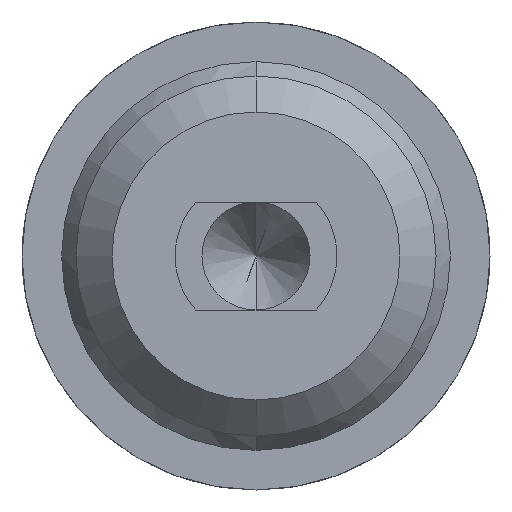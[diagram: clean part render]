
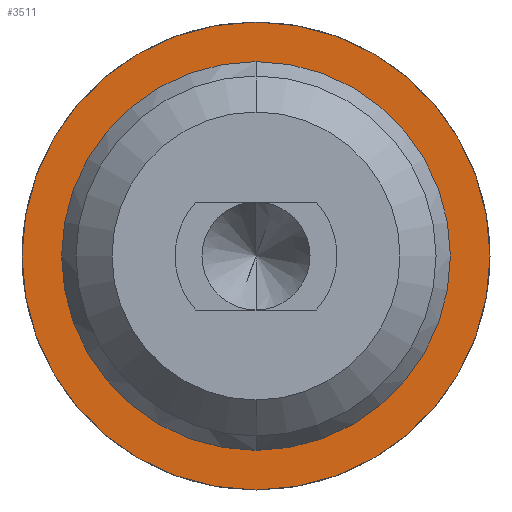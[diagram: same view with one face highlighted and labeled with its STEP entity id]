
A CAD part, front view. The second image highlights one B-rep face of the part: STEP entity #3511.
In plain terms, the highlighted planar face has unit normal (0, -1, 0).
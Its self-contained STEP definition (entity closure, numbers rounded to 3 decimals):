
#32 = VERTEX_POINT ( 'NONE', #2249 ) ;
#86 = CARTESIAN_POINT ( 'NONE',  ( 0., 27.9, 0. ) ) ;
#143 = VERTEX_POINT ( 'NONE', #770 ) ;
#165 = CIRCLE ( 'NONE', #1881, 1.08 ) ;
#457 = AXIS2_PLACEMENT_3D ( 'NONE', #1672, #2834, #901 ) ;
#588 = VERTEX_POINT ( 'NONE', #2144 ) ;
#605 = EDGE_CURVE ( 'Defeature ausgef�hrt3_6+Defeature ausgef�hrt3_7+Defeature ausgef�hrt3_7+Defeature ausgef�hrt3_7', #143, #32, #165, .T. ) ;
#627 = CARTESIAN_POINT ( 'NONE',  ( 0., 27.9, 0. ) ) ;
#672 = DIRECTION ( 'NONE',  ( 0., 0., -1. ) ) ;
#737 = EDGE_CURVE ( 'Defeature ausgef�hrt3_6+Defeature ausgef�hrt3_7+Defeature ausgef�hrt3_7+Defeature ausgef�hrt3_7', #32, #143, #1551, .T. ) ;
#770 = CARTESIAN_POINT ( 'NONE',  ( 0., 27.9, -1.08 ) ) ;
#901 = DIRECTION ( 'NONE',  ( 0., 0., -1. ) ) ;
#978 = EDGE_CURVE ( 'Defeature ausgef�hrt3_7+Defeature ausgef�hrt3_8+Defeature ausgef�hrt3_8+Defeature ausgef�hrt3_8', #1451, #588, #4264, .T. ) ;
#1428 = CIRCLE ( 'NONE', #457, 1.3 ) ;
#1447 = DIRECTION ( 'NONE',  ( 0., 0., -1. ) ) ;
#1451 = VERTEX_POINT ( 'NONE', #3442 ) ;
#1551 = CIRCLE ( 'NONE', #2314, 1.08 ) ;
#1672 = CARTESIAN_POINT ( 'NONE',  ( 0., 27.9, 0. ) ) ;
#1832 = DIRECTION ( 'NONE',  ( 0., -1., 0. ) ) ;
#1847 = DIRECTION ( 'NONE',  ( 0., -1., 0. ) ) ;
#1866 = EDGE_LOOP ( 'NONE', ( #1981, #4501 ) ) ;
#1881 = AXIS2_PLACEMENT_3D ( 'NONE', #2182, #3038, #2193 ) ;
#1981 = ORIENTED_EDGE ( 'NONE', *, *, #605, .F. ) ;
#2058 = DIRECTION ( 'NONE',  ( 0., -1., 0. ) ) ;
#2144 = CARTESIAN_POINT ( 'NONE',  ( 0., 27.9, 1.3 ) ) ;
#2182 = CARTESIAN_POINT ( 'NONE',  ( 0., 27.9, 0. ) ) ;
#2193 = DIRECTION ( 'NONE',  ( 0., 0., -1. ) ) ;
#2249 = CARTESIAN_POINT ( 'NONE',  ( 0., 27.9, 1.08 ) ) ;
#2314 = AXIS2_PLACEMENT_3D ( 'NONE', #86, #2058, #2377 ) ;
#2368 = EDGE_CURVE ( 'Defeature ausgef�hrt3_7+Defeature ausgef�hrt3_8+Defeature ausgef�hrt3_8+Defeature ausgef�hrt3_8', #588, #1451, #1428, .T. ) ;
#2377 = DIRECTION ( 'NONE',  ( 0., 0., -1. ) ) ;
#2583 = AXIS2_PLACEMENT_3D ( 'NONE', #3005, #1847, #672 ) ;
#2740 = FACE_BOUND ( 'NONE', #1866, .T. ) ;
#2834 = DIRECTION ( 'NONE',  ( 0., -1., 0. ) ) ;
#3005 = CARTESIAN_POINT ( 'NONE',  ( 1.08, 27.9, 0. ) ) ;
#3038 = DIRECTION ( 'NONE',  ( 0., -1., 0. ) ) ;
#3046 = ORIENTED_EDGE ( 'NONE', *, *, #2368, .T. ) ;
#3100 = FACE_OUTER_BOUND ( 'NONE', #3716, .T. ) ;
#3251 = AXIS2_PLACEMENT_3D ( 'NONE', #627, #1832, #1447 ) ;
#3442 = CARTESIAN_POINT ( 'NONE',  ( 0., 27.9, -1.3 ) ) ;
#3511 = ADVANCED_FACE ( 'Defeature ausgef�hrt3_7', ( #3100, #2740 ), #4227, .T. ) ;
#3716 = EDGE_LOOP ( 'NONE', ( #3857, #3046 ) ) ;
#3857 = ORIENTED_EDGE ( 'NONE', *, *, #978, .T. ) ;
#4227 = PLANE ( 'NONE',  #2583 ) ;
#4264 = CIRCLE ( 'NONE', #3251, 1.3 ) ;
#4501 = ORIENTED_EDGE ( 'NONE', *, *, #737, .F. ) ;
